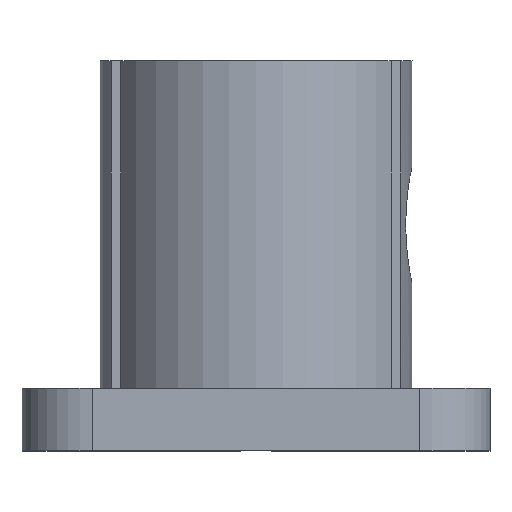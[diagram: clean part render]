
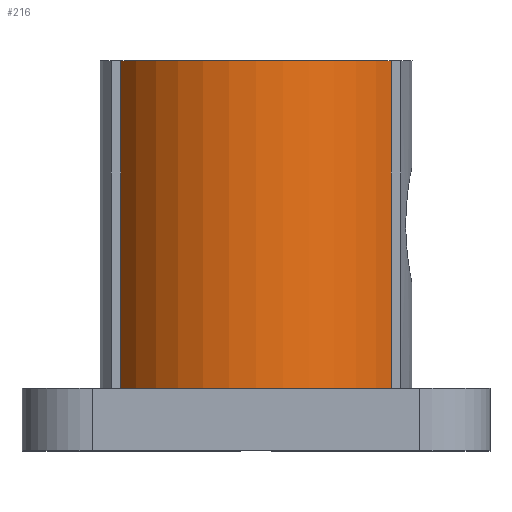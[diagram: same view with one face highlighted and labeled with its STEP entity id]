
A CAD part, top view. The second image highlights one B-rep face of the part: STEP entity #216.
In plain terms, the highlighted cylindrical face has radius 20 mm (diameter 40 mm), a partial arc.
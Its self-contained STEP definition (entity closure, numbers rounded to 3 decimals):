
#216 = ADVANCED_FACE( '', ( #506 ), #507, .T. );
#506 = FACE_OUTER_BOUND( '', #865, .T. );
#507 = CYLINDRICAL_SURFACE( '', #866, 20. );
#865 = EDGE_LOOP( '', ( #1482, #1483, #1484, #1485 ) );
#866 = AXIS2_PLACEMENT_3D( '', #1486, #1487, #1488 );
#1482 = ORIENTED_EDGE( '', *, *, #2286, .F. );
#1483 = ORIENTED_EDGE( '', *, *, #2156, .F. );
#1484 = ORIENTED_EDGE( '', *, *, #2287, .F. );
#1485 = ORIENTED_EDGE( '', *, *, #2112, .F. );
#1486 = CARTESIAN_POINT( '', ( 0., 50., 0. ) );
#1487 = DIRECTION( '', ( 0., 1., 0. ) );
#1488 = DIRECTION( '', ( 0., 0., -1. ) );
#2112 = EDGE_CURVE( '', #2546, #2548, #2549, .F. );
#2156 = EDGE_CURVE( '', #2623, #2624, #2625, .T. );
#2286 = EDGE_CURVE( '', #2624, #2546, #2823, .T. );
#2287 = EDGE_CURVE( '', #2548, #2623, #2824, .F. );
#2546 = VERTEX_POINT( '', #3143 );
#2548 = VERTEX_POINT( '', #3146 );
#2549 = CIRCLE( '', #3147, 20. );
#2623 = VERTEX_POINT( '', #3343 );
#2624 = VERTEX_POINT( '', #3344 );
#2625 = CIRCLE( '', #3345, 20. );
#2823 = LINE( '', #3646, #3647 );
#2824 = LINE( '', #3648, #3649 );
#3143 = CARTESIAN_POINT( '', ( 17.321, 8., 10. ) );
#3146 = CARTESIAN_POINT( '', ( -17.321, 8., 10. ) );
#3147 = AXIS2_PLACEMENT_3D( '', #4017, #4018, #4019 );
#3343 = CARTESIAN_POINT( '', ( -17.321, 50., 10. ) );
#3344 = CARTESIAN_POINT( '', ( 17.321, 50., 10. ) );
#3345 = AXIS2_PLACEMENT_3D( '', #4078, #4079, #4080 );
#3646 = CARTESIAN_POINT( '', ( 17.321, 50., 10. ) );
#3647 = VECTOR( '', #4209, 1000. );
#3648 = CARTESIAN_POINT( '', ( -17.321, 50., 10. ) );
#3649 = VECTOR( '', #4210, 1000. );
#4017 = CARTESIAN_POINT( '', ( 0., 8., 0. ) );
#4018 = DIRECTION( '', ( 0., 1., 0. ) );
#4019 = DIRECTION( '', ( 0., 0., 1. ) );
#4078 = CARTESIAN_POINT( '', ( 0., 50., 0. ) );
#4079 = DIRECTION( '', ( 0., 1., 0. ) );
#4080 = DIRECTION( '', ( 1., 0., 0. ) );
#4209 = DIRECTION( '', ( 0., -1., 0. ) );
#4210 = DIRECTION( '', ( 0., -1., 0. ) );
